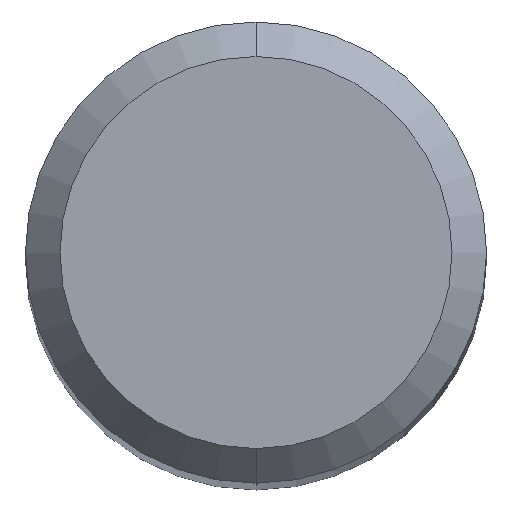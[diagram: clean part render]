
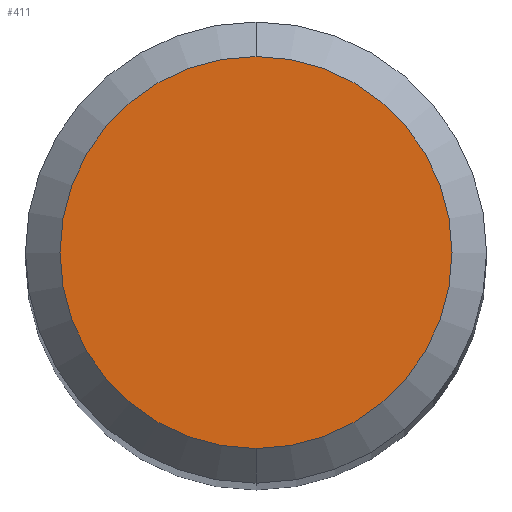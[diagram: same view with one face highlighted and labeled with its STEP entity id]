
A CAD part, top view. The second image highlights one B-rep face of the part: STEP entity #411.
In plain terms, the highlighted planar face has unit normal (0, 0, 1).
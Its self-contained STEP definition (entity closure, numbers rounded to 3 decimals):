
#237=EDGE_CURVE('',#315,#295,#555,.T.);
#295=VERTEX_POINT('',#623);
#315=VERTEX_POINT('',#643);
#411=ADVANCED_FACE('',(#747),#748,.T.);
#459=EDGE_CURVE('',#295,#315,#800,.T.);
#555=CIRCLE('',#919,1.7);
#623=CARTESIAN_POINT('',(0.0,1.7,0.0));
#643=CARTESIAN_POINT('',(0.,-1.7,0.0));
#747=FACE_OUTER_BOUND('',#1345,.T.);
#748=PLANE('',#1346);
#800=CIRCLE('',#1443,1.7);
#919=AXIS2_PLACEMENT_3D('',#1525,#1526,#1527);
#1345=EDGE_LOOP('',(#1734,#1735));
#1346=AXIS2_PLACEMENT_3D('',#1736,#1737,#1738);
#1443=AXIS2_PLACEMENT_3D('',#1793,#1794,#1795);
#1525=CARTESIAN_POINT('',(0.0,0.0,0.0));
#1526=DIRECTION('',(0.0,0.0,-1.0));
#1527=DIRECTION('',(0.0,1.0,0.0));
#1734=ORIENTED_EDGE('',*,*,#459,.F.);
#1735=ORIENTED_EDGE('',*,*,#237,.F.);
#1736=CARTESIAN_POINT('',(0.0,0.85,0.0));
#1737=DIRECTION('',(-0.0,0.0,1.0));
#1738=DIRECTION('',(0.0,-1.0,0.0));
#1793=CARTESIAN_POINT('',(0.0,0.0,0.0));
#1794=DIRECTION('',(0.0,0.0,-1.0));
#1795=DIRECTION('',(0.0,1.0,0.0));
